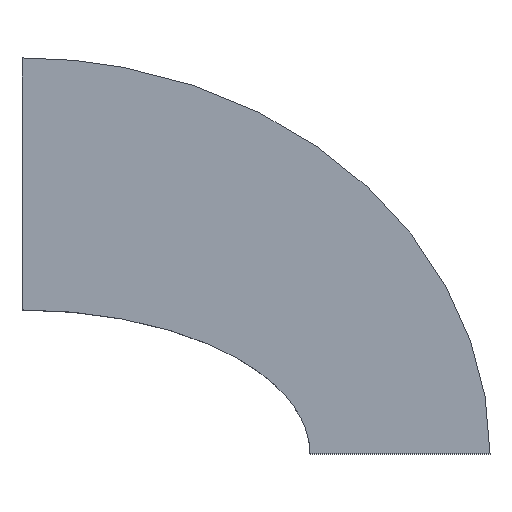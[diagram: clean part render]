
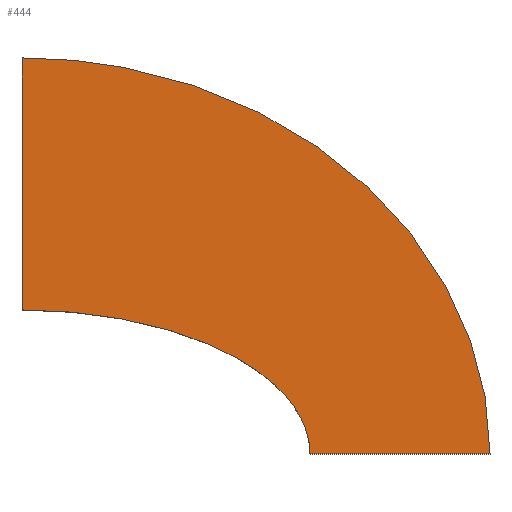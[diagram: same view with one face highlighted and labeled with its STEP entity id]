
A CAD part, top view. The second image highlights one B-rep face of the part: STEP entity #444.
In plain terms, the highlighted planar face has unit normal (0, 0, 1).
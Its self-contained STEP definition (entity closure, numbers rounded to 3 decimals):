
#32 = PLANE('',#33);
#33 = AXIS2_PLACEMENT_3D('',#34,#35,#36);
#34 = CARTESIAN_POINT('',(3250.,0.,-300.));
#35 = DIRECTION('',(0.,-1.,0.));
#36 = DIRECTION('',(-1.,0.,0.));
#60 = VERTEX_POINT('',#61);
#61 = CARTESIAN_POINT('',(3250.,0.,300.));
#75 = SURFACE_OF_LINEAR_EXTRUSION('',#76,#81);
#76 = ELLIPSE('',#77,3250.,2750.);
#77 = AXIS2_PLACEMENT_3D('',#78,#79,#80);
#78 = CARTESIAN_POINT('',(0.,0.,-300.));
#79 = DIRECTION('',(0.,0.,1.));
#80 = DIRECTION('',(1.,0.,-0.));
#81 = VECTOR('',#82,1.);
#82 = DIRECTION('',(-0.,-0.,-1.));
#90 = EDGE_CURVE('',#60,#91,#93,.T.);
#91 = VERTEX_POINT('',#92);
#92 = CARTESIAN_POINT('',(2000.,0.,300.));
#93 = SURFACE_CURVE('',#94,(#98,#105),.PCURVE_S1.);
#94 = LINE('',#95,#96);
#95 = CARTESIAN_POINT('',(3250.,0.,300.));
#96 = VECTOR('',#97,1.);
#97 = DIRECTION('',(-1.,0.,0.));
#98 = PCURVE('',#32,#99);
#99 = DEFINITIONAL_REPRESENTATION('',(#100),#104);
#100 = LINE('',#101,#102);
#101 = CARTESIAN_POINT('',(0.,-600.));
#102 = VECTOR('',#103,1.);
#103 = DIRECTION('',(1.,0.));
#104 = ( GEOMETRIC_REPRESENTATION_CONTEXT(2) 
PARAMETRIC_REPRESENTATION_CONTEXT() REPRESENTATION_CONTEXT('2D SPACE',''
  ) );
#105 = PCURVE('',#106,#111);
#106 = PLANE('',#107);
#107 = AXIS2_PLACEMENT_3D('',#108,#109,#110);
#108 = CARTESIAN_POINT('',(1505.608,1303.698,300.));
#109 = DIRECTION('',(-0.,-0.,-1.));
#110 = DIRECTION('',(-1.,0.,0.));
#111 = DEFINITIONAL_REPRESENTATION('',(#112),#116);
#112 = LINE('',#113,#114);
#113 = CARTESIAN_POINT('',(-1744.392,-1303.698));
#114 = VECTOR('',#115,1.);
#115 = DIRECTION('',(1.,0.));
#116 = ( GEOMETRIC_REPRESENTATION_CONTEXT(2) 
PARAMETRIC_REPRESENTATION_CONTEXT() REPRESENTATION_CONTEXT('2D SPACE',''
  ) );
#134 = SURFACE_OF_LINEAR_EXTRUSION('',#135,#140);
#135 = ELLIPSE('',#136,2000.,1000.);
#136 = AXIS2_PLACEMENT_3D('',#137,#138,#139);
#137 = CARTESIAN_POINT('',(0.,0.,-300.));
#138 = DIRECTION('',(0.,0.,1.));
#139 = DIRECTION('',(1.,0.,-0.));
#140 = VECTOR('',#141,1.);
#141 = DIRECTION('',(-0.,-0.,-1.));
#179 = EDGE_CURVE('',#91,#180,#182,.T.);
#180 = VERTEX_POINT('',#181);
#181 = CARTESIAN_POINT('',(0.,1000.,300.));
#182 = SURFACE_CURVE('',#183,(#188,#195),.PCURVE_S1.);
#183 = ELLIPSE('',#184,2000.,1000.);
#184 = AXIS2_PLACEMENT_3D('',#185,#186,#187);
#185 = CARTESIAN_POINT('',(0.,0.,300.));
#186 = DIRECTION('',(0.,0.,1.));
#187 = DIRECTION('',(1.,0.,-0.));
#188 = PCURVE('',#134,#189);
#189 = DEFINITIONAL_REPRESENTATION('',(#190),#194);
#190 = LINE('',#191,#192);
#191 = CARTESIAN_POINT('',(0.,-600.));
#192 = VECTOR('',#193,1.);
#193 = DIRECTION('',(1.,0.));
#194 = ( GEOMETRIC_REPRESENTATION_CONTEXT(2) 
PARAMETRIC_REPRESENTATION_CONTEXT() REPRESENTATION_CONTEXT('2D SPACE',''
  ) );
#195 = PCURVE('',#106,#196);
#196 = DEFINITIONAL_REPRESENTATION('',(#197),#205);
#197 = ( BOUNDED_CURVE() B_SPLINE_CURVE(2,(#198,#199,#200,#201,#202,#203
,#204),.UNSPECIFIED.,.T.,.F.) B_SPLINE_CURVE_WITH_KNOTS((1,2,2,2,2,1),(
    -2.094,0.,2.094,4.189,6.283,
8.378),.UNSPECIFIED.) CURVE() GEOMETRIC_REPRESENTATION_ITEM() 
RATIONAL_B_SPLINE_CURVE((1.,0.5,1.,0.5,1.,0.5,1.)) REPRESENTATION_ITEM(
  '') );
#198 = CARTESIAN_POINT('',(-494.392,-1303.698));
#199 = CARTESIAN_POINT('',(-494.392,428.353));
#200 = CARTESIAN_POINT('',(2505.608,-437.673));
#201 = CARTESIAN_POINT('',(5505.608,-1303.698));
#202 = CARTESIAN_POINT('',(2505.608,-2169.724));
#203 = CARTESIAN_POINT('',(-494.392,-3035.749));
#204 = CARTESIAN_POINT('',(-494.392,-1303.698));
#205 = ( GEOMETRIC_REPRESENTATION_CONTEXT(2) 
PARAMETRIC_REPRESENTATION_CONTEXT() REPRESENTATION_CONTEXT('2D SPACE',''
  ) );
#223 = PLANE('',#224);
#224 = AXIS2_PLACEMENT_3D('',#225,#226,#227);
#225 = CARTESIAN_POINT('',(0.,1000.,-300.));
#226 = DIRECTION('',(-1.,0.,0.));
#227 = DIRECTION('',(0.,1.,0.));
#265 = EDGE_CURVE('',#180,#266,#268,.T.);
#266 = VERTEX_POINT('',#267);
#267 = CARTESIAN_POINT('',(0.,2750.,300.));
#268 = SURFACE_CURVE('',#269,(#273,#280),.PCURVE_S1.);
#269 = LINE('',#270,#271);
#270 = CARTESIAN_POINT('',(0.,1000.,300.));
#271 = VECTOR('',#272,1.);
#272 = DIRECTION('',(0.,1.,0.));
#273 = PCURVE('',#223,#274);
#274 = DEFINITIONAL_REPRESENTATION('',(#275),#279);
#275 = LINE('',#276,#277);
#276 = CARTESIAN_POINT('',(0.,-600.));
#277 = VECTOR('',#278,1.);
#278 = DIRECTION('',(1.,0.));
#279 = ( GEOMETRIC_REPRESENTATION_CONTEXT(2) 
PARAMETRIC_REPRESENTATION_CONTEXT() REPRESENTATION_CONTEXT('2D SPACE',''
  ) );
#280 = PCURVE('',#106,#281);
#281 = DEFINITIONAL_REPRESENTATION('',(#282),#286);
#282 = LINE('',#283,#284);
#283 = CARTESIAN_POINT('',(1505.608,-303.698));
#284 = VECTOR('',#285,1.);
#285 = DIRECTION('',(0.,1.));
#286 = ( GEOMETRIC_REPRESENTATION_CONTEXT(2) 
PARAMETRIC_REPRESENTATION_CONTEXT() REPRESENTATION_CONTEXT('2D SPACE',''
  ) );
#411 = EDGE_CURVE('',#60,#266,#412,.T.);
#412 = SURFACE_CURVE('',#413,(#418,#425),.PCURVE_S1.);
#413 = ELLIPSE('',#414,3250.,2750.);
#414 = AXIS2_PLACEMENT_3D('',#415,#416,#417);
#415 = CARTESIAN_POINT('',(0.,0.,300.));
#416 = DIRECTION('',(0.,0.,1.));
#417 = DIRECTION('',(1.,0.,-0.));
#418 = PCURVE('',#75,#419);
#419 = DEFINITIONAL_REPRESENTATION('',(#420),#424);
#420 = LINE('',#421,#422);
#421 = CARTESIAN_POINT('',(0.,-600.));
#422 = VECTOR('',#423,1.);
#423 = DIRECTION('',(1.,0.));
#424 = ( GEOMETRIC_REPRESENTATION_CONTEXT(2) 
PARAMETRIC_REPRESENTATION_CONTEXT() REPRESENTATION_CONTEXT('2D SPACE',''
  ) );
#425 = PCURVE('',#106,#426);
#426 = DEFINITIONAL_REPRESENTATION('',(#427),#435);
#427 = ( BOUNDED_CURVE() B_SPLINE_CURVE(2,(#428,#429,#430,#431,#432,#433
,#434),.UNSPECIFIED.,.T.,.F.) B_SPLINE_CURVE_WITH_KNOTS((1,2,2,2,2,1),(
    -2.094,0.,2.094,4.189,6.283,
8.378),.UNSPECIFIED.) CURVE() GEOMETRIC_REPRESENTATION_ITEM() 
RATIONAL_B_SPLINE_CURVE((1.,0.5,1.,0.5,1.,0.5,1.)) REPRESENTATION_ITEM(
  '') );
#428 = CARTESIAN_POINT('',(-1744.392,-1303.698));
#429 = CARTESIAN_POINT('',(-1744.392,3459.441));
#430 = CARTESIAN_POINT('',(3130.608,1077.872));
#431 = CARTESIAN_POINT('',(8005.608,-1303.698));
#432 = CARTESIAN_POINT('',(3130.608,-3685.268));
#433 = CARTESIAN_POINT('',(-1744.392,-6066.838));
#434 = CARTESIAN_POINT('',(-1744.392,-1303.698));
#435 = ( GEOMETRIC_REPRESENTATION_CONTEXT(2) 
PARAMETRIC_REPRESENTATION_CONTEXT() REPRESENTATION_CONTEXT('2D SPACE',''
  ) );
#444 = ADVANCED_FACE('',(#445),#106,.F.);
#445 = FACE_BOUND('',#446,.F.);
#446 = EDGE_LOOP('',(#447,#448,#449,#450));
#447 = ORIENTED_EDGE('',*,*,#90,.T.);
#448 = ORIENTED_EDGE('',*,*,#179,.T.);
#449 = ORIENTED_EDGE('',*,*,#265,.T.);
#450 = ORIENTED_EDGE('',*,*,#411,.F.);
